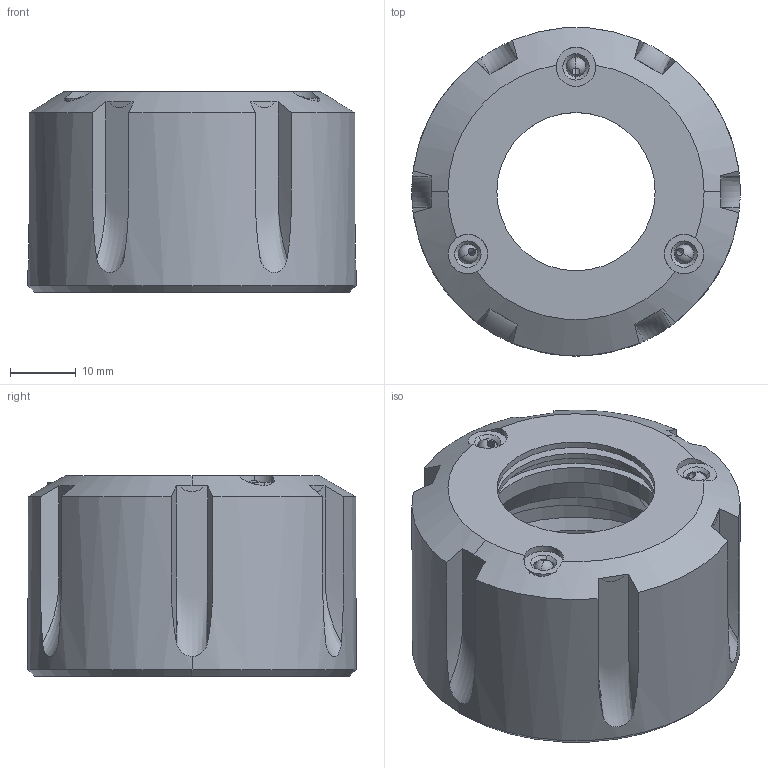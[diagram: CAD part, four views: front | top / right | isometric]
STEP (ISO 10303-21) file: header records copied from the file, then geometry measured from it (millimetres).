
FILE_DESCRIPTION (( 'STEP AP203' ), '1' );
FILE_NAME ('SM99ED32D.STEP', '2018-03-27T12:45:39', ( 'artnet' ), ( 'Hewlett-Packard Company' ), 'SwSTEP 2.0', 'SolidWorks 2018', '' );
FILE_SCHEMA (( 'CONFIG_CONTROL_DESIGN' ));
Length unit declared in the file: millimetre
Products named in the file (1): SM99ED32D
Bounding box: 50 x 50 x 30.5 mm (x, y, z)
Volume: 27744.1 mm3; surface area: 12996.6 mm2
Topology: 4 solids, 4 shells, 147 faces, 374 edges, 225 vertices
Faces by surface type: cylinder 63, plane 26, cone 22, bspline 18, sphere 18
Entity records: 7412 total; most frequent: CARTESIAN_POINT 3977, DIRECTION 707, ORIENTED_EDGE 700, EDGE_CURVE 350, AXIS2_PLACEMENT_3D 309, VERTEX_POINT 219, CIRCLE 179, EDGE_LOOP 165
